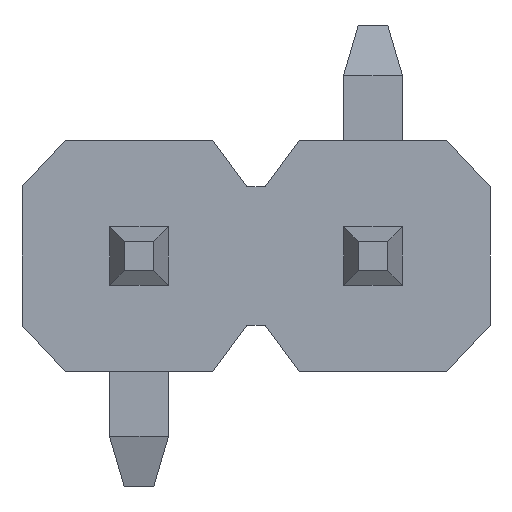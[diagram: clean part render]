
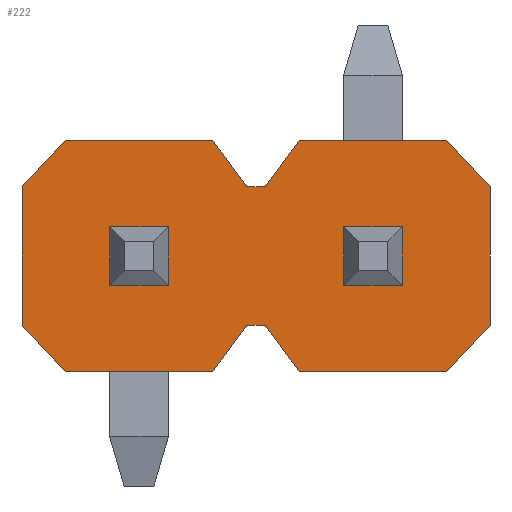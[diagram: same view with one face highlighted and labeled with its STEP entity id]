
A CAD part, front view. The second image highlights one B-rep face of the part: STEP entity #222.
In plain terms, the highlighted planar face has unit normal (0, -1, 0).
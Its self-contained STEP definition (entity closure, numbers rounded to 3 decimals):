
#222=ADVANCED_FACE('',(#448,#449,#450),#451,.T.);
#448=FACE_BOUND('',#675,.T.);
#449=FACE_BOUND('',#676,.T.);
#450=FACE_OUTER_BOUND('',#677,.T.);
#451=PLANE('',#678);
#675=EDGE_LOOP('',(#1245,#1246,#1247,#1248));
#676=EDGE_LOOP('',(#1249,#1250,#1251,#1252));
#677=EDGE_LOOP('',(#1253,#1254,#1255,#1256,#1257,#1258,#1259,#1260,#1261,#1262,#1263,#1264,#1265,#1266,#1267,#1268));
#678=AXIS2_PLACEMENT_3D('',#1269,#1270,#1271);
#1245=ORIENTED_EDGE('',*,*,#1368,.T.);
#1246=ORIENTED_EDGE('',*,*,#1356,.T.);
#1247=ORIENTED_EDGE('',*,*,#1351,.T.);
#1248=ORIENTED_EDGE('',*,*,#1360,.T.);
#1249=ORIENTED_EDGE('',*,*,#1441,.T.);
#1250=ORIENTED_EDGE('',*,*,#1429,.T.);
#1251=ORIENTED_EDGE('',*,*,#1424,.T.);
#1252=ORIENTED_EDGE('',*,*,#1433,.T.);
#1253=ORIENTED_EDGE('',*,*,#1565,.F.);
#1254=ORIENTED_EDGE('',*,*,#1551,.F.);
#1255=ORIENTED_EDGE('',*,*,#1547,.F.);
#1256=ORIENTED_EDGE('',*,*,#1542,.F.);
#1257=ORIENTED_EDGE('',*,*,#1562,.F.);
#1258=ORIENTED_EDGE('',*,*,#1523,.F.);
#1259=ORIENTED_EDGE('',*,*,#1560,.F.);
#1260=ORIENTED_EDGE('',*,*,#1557,.F.);
#1261=ORIENTED_EDGE('',*,*,#1554,.F.);
#1262=ORIENTED_EDGE('',*,*,#1527,.F.);
#1263=ORIENTED_EDGE('',*,*,#1566,.F.);
#1264=ORIENTED_EDGE('',*,*,#1567,.F.);
#1265=ORIENTED_EDGE('',*,*,#1568,.F.);
#1266=ORIENTED_EDGE('',*,*,#1569,.F.);
#1267=ORIENTED_EDGE('',*,*,#1570,.F.);
#1268=ORIENTED_EDGE('',*,*,#1571,.F.);
#1269=CARTESIAN_POINT('',(-1.309,-2.5,0.));
#1270=DIRECTION('',(0.0,-1.0,0.));
#1271=DIRECTION('',(1.0,0.0,0.0));
#1351=EDGE_CURVE('',#1605,#1606,#1607,.T.);
#1356=EDGE_CURVE('',#1614,#1605,#1615,.T.);
#1360=EDGE_CURVE('',#1606,#1620,#1621,.T.);
#1368=EDGE_CURVE('',#1620,#1614,#1632,.T.);
#1424=EDGE_CURVE('',#1708,#1709,#1710,.T.);
#1429=EDGE_CURVE('',#1717,#1708,#1718,.T.);
#1433=EDGE_CURVE('',#1709,#1723,#1724,.T.);
#1441=EDGE_CURVE('',#1723,#1717,#1735,.T.);
#1523=EDGE_CURVE('',#1852,#1854,#1855,.T.);
#1527=EDGE_CURVE('',#1858,#1860,#1861,.T.);
#1542=EDGE_CURVE('',#1882,#1883,#1884,.T.);
#1547=EDGE_CURVE('',#1883,#1891,#1892,.T.);
#1551=EDGE_CURVE('',#1891,#1896,#1897,.T.);
#1554=EDGE_CURVE('',#1860,#1900,#1901,.T.);
#1557=EDGE_CURVE('',#1900,#1904,#1905,.T.);
#1560=EDGE_CURVE('',#1904,#1852,#1908,.T.);
#1562=EDGE_CURVE('',#1854,#1882,#1910,.T.);
#1565=EDGE_CURVE('',#1896,#1913,#1914,.T.);
#1566=EDGE_CURVE('',#1915,#1858,#1916,.T.);
#1567=EDGE_CURVE('',#1917,#1915,#1918,.T.);
#1568=EDGE_CURVE('',#1919,#1917,#1920,.T.);
#1569=EDGE_CURVE('',#1921,#1919,#1922,.T.);
#1570=EDGE_CURVE('',#1923,#1921,#1924,.T.);
#1571=EDGE_CURVE('',#1913,#1923,#1925,.T.);
#1605=VERTEX_POINT('',#1963);
#1606=VERTEX_POINT('',#1964);
#1607=LINE('',#1965,#1966);
#1614=VERTEX_POINT('',#1976);
#1615=LINE('',#1977,#1978);
#1620=VERTEX_POINT('',#1985);
#1621=LINE('',#1986,#1987);
#1632=LINE('',#2003,#2004);
#1708=VERTEX_POINT('',#2113);
#1709=VERTEX_POINT('',#2114);
#1710=LINE('',#2115,#2116);
#1717=VERTEX_POINT('',#2126);
#1718=LINE('',#2127,#2128);
#1723=VERTEX_POINT('',#2135);
#1724=LINE('',#2136,#2137);
#1735=LINE('',#2153,#2154);
#1852=VERTEX_POINT('',#2324);
#1854=VERTEX_POINT('',#2327);
#1855=LINE('',#2328,#2329);
#1858=VERTEX_POINT('',#2333);
#1860=VERTEX_POINT('',#2336);
#1861=LINE('',#2337,#2338);
#1882=VERTEX_POINT('',#2369);
#1883=VERTEX_POINT('',#2370);
#1884=LINE('',#2371,#2372);
#1891=VERTEX_POINT('',#2382);
#1892=LINE('',#2383,#2384);
#1896=VERTEX_POINT('',#2390);
#1897=LINE('',#2391,#2392);
#1900=VERTEX_POINT('',#2396);
#1901=LINE('',#2397,#2398);
#1904=VERTEX_POINT('',#2402);
#1905=LINE('',#2403,#2404);
#1908=LINE('',#2408,#2409);
#1910=LINE('',#2411,#2412);
#1913=VERTEX_POINT('',#2416);
#1914=LINE('',#2417,#2418);
#1915=VERTEX_POINT('',#2419);
#1916=LINE('',#2420,#2421);
#1917=VERTEX_POINT('',#2422);
#1918=LINE('',#2423,#2424);
#1919=VERTEX_POINT('',#2425);
#1920=LINE('',#2426,#2427);
#1921=VERTEX_POINT('',#2428);
#1922=LINE('',#2429,#2430);
#1923=VERTEX_POINT('',#2431);
#1924=LINE('',#2432,#2433);
#1925=LINE('',#2434,#2435);
#1963=CARTESIAN_POINT('',(-1.59,-2.5,-0.32));
#1964=CARTESIAN_POINT('',(-1.59,-2.5,0.32));
#1965=CARTESIAN_POINT('',(-1.59,-2.5,-0.146));
#1966=VECTOR('',#2472,1.0);
#1976=CARTESIAN_POINT('',(-0.95,-2.5,-0.32));
#1977=CARTESIAN_POINT('',(-1.13,-2.5,-0.32));
#1978=VECTOR('',#2476,1.0);
#1985=CARTESIAN_POINT('',(-0.95,-2.5,0.32));
#1986=CARTESIAN_POINT('',(-1.13,-2.5,0.32));
#1987=VECTOR('',#2479,1.0);
#2003=CARTESIAN_POINT('',(-0.95,-2.5,-0.146));
#2004=VECTOR('',#2485,1.0);
#2113=CARTESIAN_POINT('',(1.59,-2.5,0.32));
#2114=CARTESIAN_POINT('',(1.59,-2.5,-0.32));
#2115=CARTESIAN_POINT('',(1.59,-2.5,0.146));
#2116=VECTOR('',#2531,1.0);
#2126=CARTESIAN_POINT('',(0.95,-2.5,0.32));
#2127=CARTESIAN_POINT('',(-0.18,-2.5,0.32));
#2128=VECTOR('',#2535,1.0);
#2135=CARTESIAN_POINT('',(0.95,-2.5,-0.32));
#2136=CARTESIAN_POINT('',(-0.18,-2.5,-0.32));
#2137=VECTOR('',#2538,1.0);
#2153=CARTESIAN_POINT('',(0.95,-2.5,0.146));
#2154=VECTOR('',#2544,1.0);
#2324=CARTESIAN_POINT('',(2.54,-2.5,0.75));
#2327=CARTESIAN_POINT('',(2.54,-2.5,-0.75));
#2328=CARTESIAN_POINT('',(2.54,-2.5,-0.75));
#2329=VECTOR('',#2611,1.0);
#2333=CARTESIAN_POINT('',(-0.1,-2.5,0.75));
#2336=CARTESIAN_POINT('',(0.1,-2.5,0.75));
#2337=CARTESIAN_POINT('',(0.1,-2.5,0.75));
#2338=VECTOR('',#2614,1.0);
#2369=CARTESIAN_POINT('',(2.07,-2.5,-1.25));
#2370=CARTESIAN_POINT('',(0.47,-2.5,-1.25));
#2371=CARTESIAN_POINT('',(0.47,-2.5,-1.25));
#2372=VECTOR('',#2625,1.0);
#2382=CARTESIAN_POINT('',(0.1,-2.5,-0.75));
#2383=CARTESIAN_POINT('',(0.1,-2.5,-0.75));
#2384=VECTOR('',#2629,1.0);
#2390=CARTESIAN_POINT('',(-0.1,-2.5,-0.75));
#2391=CARTESIAN_POINT('',(0.1,-2.5,-0.75));
#2392=VECTOR('',#2632,1.0);
#2396=CARTESIAN_POINT('',(0.47,-2.5,1.25));
#2397=CARTESIAN_POINT('',(0.47,-2.5,1.25));
#2398=VECTOR('',#2634,1.0);
#2402=CARTESIAN_POINT('',(2.07,-2.5,1.25));
#2403=CARTESIAN_POINT('',(2.07,-2.5,1.25));
#2404=VECTOR('',#2636,1.0);
#2408=CARTESIAN_POINT('',(2.54,-2.5,0.75));
#2409=VECTOR('',#2638,1.0);
#2411=CARTESIAN_POINT('',(2.07,-2.5,-1.25));
#2412=VECTOR('',#2639,1.0);
#2416=CARTESIAN_POINT('',(-0.47,-2.5,-1.25));
#2417=CARTESIAN_POINT('',(-0.1,-2.5,-0.75));
#2418=VECTOR('',#2641,1.0);
#2419=CARTESIAN_POINT('',(-0.47,-2.5,1.25));
#2420=CARTESIAN_POINT('',(-0.47,-2.5,1.25));
#2421=VECTOR('',#2642,1.0);
#2422=CARTESIAN_POINT('',(-2.07,-2.5,1.25));
#2423=CARTESIAN_POINT('',(-2.07,-2.5,1.25));
#2424=VECTOR('',#2643,1.0);
#2425=CARTESIAN_POINT('',(-2.54,-2.5,0.75));
#2426=CARTESIAN_POINT('',(-2.54,-2.5,0.75));
#2427=VECTOR('',#2644,1.0);
#2428=CARTESIAN_POINT('',(-2.54,-2.5,-0.75));
#2429=CARTESIAN_POINT('',(-2.54,-2.5,-0.75));
#2430=VECTOR('',#2645,1.0);
#2431=CARTESIAN_POINT('',(-2.07,-2.5,-1.25));
#2432=CARTESIAN_POINT('',(-2.07,-2.5,-1.25));
#2433=VECTOR('',#2646,1.0);
#2434=CARTESIAN_POINT('',(-0.47,-2.5,-1.25));
#2435=VECTOR('',#2647,1.0);
#2472=DIRECTION('',(0.,0.,1.0));
#2476=DIRECTION('',(-1.0,0.,0.));
#2479=DIRECTION('',(1.0,0.,0.));
#2485=DIRECTION('',(0.,0.,-1.0));
#2531=DIRECTION('',(0.,0.,-1.0));
#2535=DIRECTION('',(1.0,0.,0.));
#2538=DIRECTION('',(-1.0,0.,0.));
#2544=DIRECTION('',(0.,0.,1.0));
#2611=DIRECTION('',(-0.0,0.,-1.0));
#2614=DIRECTION('',(1.0,0.0,0.0));
#2625=DIRECTION('',(-1.0,0.0,-0.0));
#2629=DIRECTION('',(-0.595,0.,0.804));
#2632=DIRECTION('',(-1.0,0.0,0.0));
#2634=DIRECTION('',(0.595,0.,0.804));
#2636=DIRECTION('',(1.0,0.0,0.0));
#2638=DIRECTION('',(0.685,0.,-0.729));
#2639=DIRECTION('',(-0.685,0.,-0.729));
#2641=DIRECTION('',(-0.595,0.,-0.804));
#2642=DIRECTION('',(0.595,0.,-0.804));
#2643=DIRECTION('',(1.0,0.0,0.0));
#2644=DIRECTION('',(0.685,0.,0.729));
#2645=DIRECTION('',(0.0,0.,1.0));
#2646=DIRECTION('',(-0.685,0.,0.729));
#2647=DIRECTION('',(-1.0,0.0,0.0));
